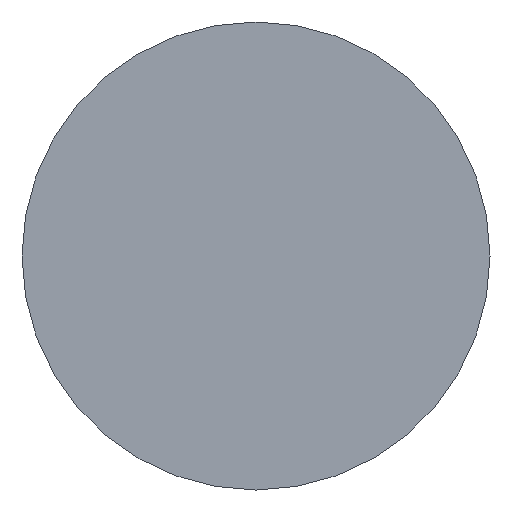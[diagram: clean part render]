
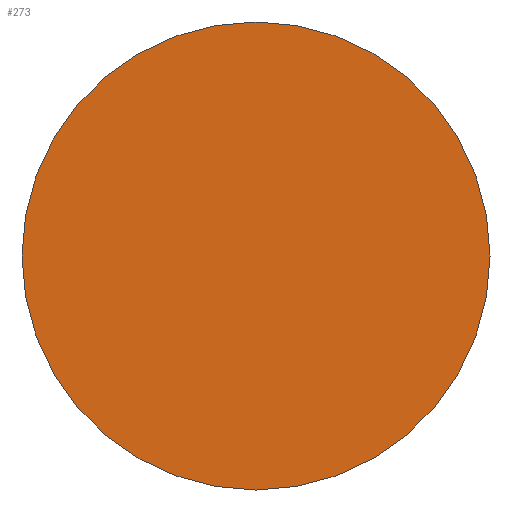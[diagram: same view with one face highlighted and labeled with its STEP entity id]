
A CAD part, front view. The second image highlights one B-rep face of the part: STEP entity #273.
In plain terms, the highlighted planar face has unit normal (0, -1, 0).
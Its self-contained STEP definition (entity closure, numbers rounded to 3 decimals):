
#273=ADVANCED_FACE('',(#591),#592,.T.);
#283=VERTEX_POINT('',#602);
#341=EDGE_CURVE('',#283,#393,#666,.T.);
#371=EDGE_CURVE('',#393,#283,#701,.T.);
#393=VERTEX_POINT('',#727);
#591=FACE_OUTER_BOUND('',#959,.T.);
#592=PLANE('',#960);
#602=CARTESIAN_POINT('',(-10.0,-15.0,0.0));
#666=CIRCLE('',#1058,10.0);
#701=CIRCLE('',#1100,10.0);
#727=CARTESIAN_POINT('',(10.0,-15.0,0.));
#959=EDGE_LOOP('',(#1385,#1386));
#960=AXIS2_PLACEMENT_3D('',#1387,#1388,#1389);
#1058=AXIS2_PLACEMENT_3D('',#1471,#1472,#1473);
#1100=AXIS2_PLACEMENT_3D('',#1514,#1515,#1516);
#1385=ORIENTED_EDGE('',*,*,#341,.T.);
#1386=ORIENTED_EDGE('',*,*,#371,.T.);
#1387=CARTESIAN_POINT('',(0.,-15.0,0.0));
#1388=DIRECTION('',(0.,-1.0,0.0));
#1389=DIRECTION('',(-1.0,0.,0.0));
#1471=CARTESIAN_POINT('',(0.,-15.0,0.0));
#1472=DIRECTION('',(0.,-1.0,0.0));
#1473=DIRECTION('',(-1.0,0.,0.0));
#1514=CARTESIAN_POINT('',(0.,-15.0,0.0));
#1515=DIRECTION('',(0.,-1.0,0.0));
#1516=DIRECTION('',(-1.0,0.,0.0));
